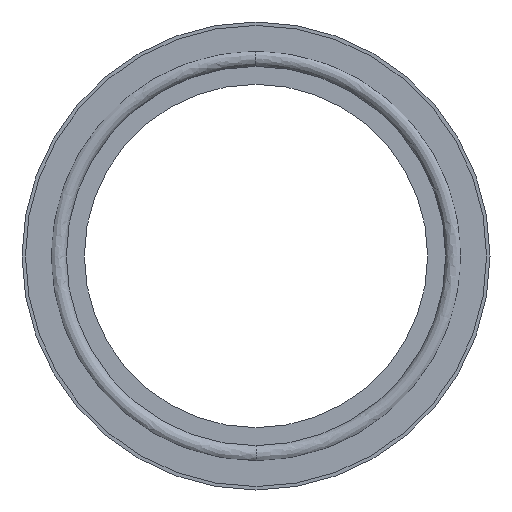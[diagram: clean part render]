
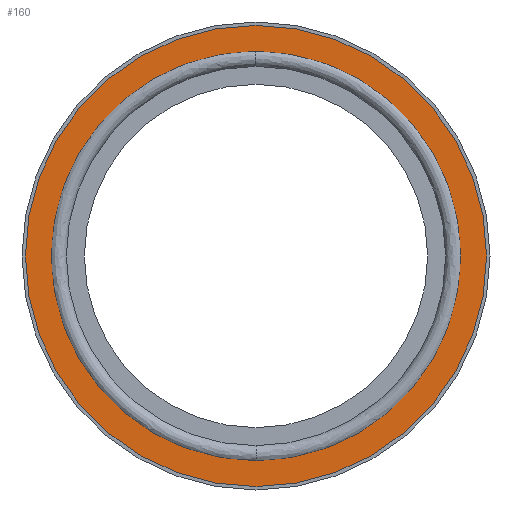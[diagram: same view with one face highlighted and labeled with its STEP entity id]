
A CAD part, left-side view. The second image highlights one B-rep face of the part: STEP entity #160.
In plain terms, the highlighted planar face has unit normal (-1, 0, 0).
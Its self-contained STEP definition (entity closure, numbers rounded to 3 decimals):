
#160=ADVANCED_FACE('',(#297,#298),#296,.F.);
#296=PLANE('',#612);
#297=FACE_OUTER_BOUND('',#613,.T.);
#298=FACE_BOUND('',#614,.T.);
#609=CARTESIAN_POINT('',(-1.95,-126.307,77.15));
#610=DIRECTION('',(1.,0.,0.));
#611=DIRECTION('',(0.,0.,-1.));
#612=AXIS2_PLACEMENT_3D('',#609,#610,#611);
#613=EDGE_LOOP('',(#879,#880));
#614=EDGE_LOOP('',(#881,#882));
#879=ORIENTED_EDGE('',*,*,#995,.T.);
#880=ORIENTED_EDGE('',*,*,#996,.T.);
#881=ORIENTED_EDGE('',*,*,#997,.F.);
#882=ORIENTED_EDGE('',*,*,#998,.F.);
#995=EDGE_CURVE('',#1199,#1200,#1201,.T.);
#996=EDGE_CURVE('',#1200,#1199,#1207,.T.);
#997=EDGE_CURVE('',#1213,#1214,#1215,.T.);
#998=EDGE_CURVE('',#1214,#1213,#1221,.T.);
#1199=VERTEX_POINT('',#1585);
#1200=VERTEX_POINT('',#1586);
#1201=CIRCLE('',#1590,67.15);
#1207=CIRCLE('',#1594,67.15);
#1213=VERTEX_POINT('',#1595);
#1214=VERTEX_POINT('',#1596);
#1215=CIRCLE('',#1600,59.6);
#1221=CIRCLE('',#1604,59.6);
#1585=CARTESIAN_POINT('',(-1.95,0.,67.15));
#1586=CARTESIAN_POINT('',(-1.95,0.,-67.15));
#1587=CARTESIAN_POINT('',(-1.95,0.,0.));
#1588=DIRECTION('',(-1.,0.,0.));
#1589=DIRECTION('',(0.,0.,1.));
#1590=AXIS2_PLACEMENT_3D('',#1587,#1588,#1589);
#1591=CARTESIAN_POINT('',(-1.95,0.,0.));
#1592=DIRECTION('',(-1.,0.,0.));
#1593=DIRECTION('',(0.,0.,1.));
#1594=AXIS2_PLACEMENT_3D('',#1591,#1592,#1593);
#1595=CARTESIAN_POINT('',(-1.95,0.,-59.6));
#1596=CARTESIAN_POINT('',(-1.95,0.,59.6));
#1597=CARTESIAN_POINT('',(-1.95,0.,0.));
#1598=DIRECTION('',(-1.,0.,0.));
#1599=DIRECTION('',(0.,0.,1.));
#1600=AXIS2_PLACEMENT_3D('',#1597,#1598,#1599);
#1601=CARTESIAN_POINT('',(-1.95,0.,0.));
#1602=DIRECTION('',(-1.,0.,0.));
#1603=DIRECTION('',(0.,0.,1.));
#1604=AXIS2_PLACEMENT_3D('',#1601,#1602,#1603);
